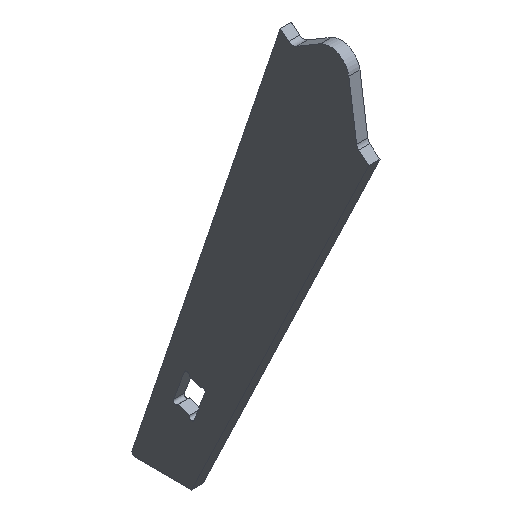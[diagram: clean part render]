
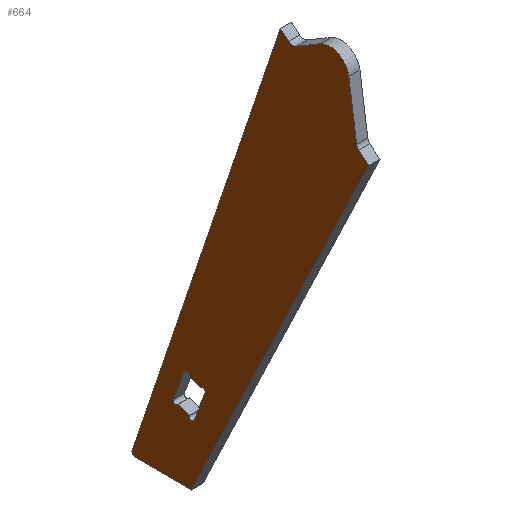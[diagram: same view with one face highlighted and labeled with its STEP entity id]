
A CAD part, isometric view. The second image highlights one B-rep face of the part: STEP entity #664.
In plain terms, the highlighted planar face has unit normal (-1, 0, 0).
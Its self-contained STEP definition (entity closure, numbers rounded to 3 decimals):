
#63=CARTESIAN_POINT('Vertex',(-9.,328.147,-622.)) ;
#77=CARTESIAN_POINT('Vertex',(-9.,42.857,-26.98)) ;
#80=CARTESIAN_POINT('Line Origine',(-9.,185.502,-324.49)) ;
#97=CARTESIAN_POINT('Line Origine',(-9.,50.952,-20.147)) ;
#101=CARTESIAN_POINT('Vertex',(-9.,59.047,-13.314)) ;
#123=CARTESIAN_POINT('Line Origine',(-9.,178.612,87.613)) ;
#127=CARTESIAN_POINT('Vertex',(-9.,185.446,93.381)) ;
#129=CARTESIAN_POINT('Vertex',(-9.,171.778,81.844)) ;
#163=CARTESIAN_POINT('Axis2P3D Location',(-9.,165.328,89.486)) ;
#167=CARTESIAN_POINT('Vertex',(-9.,160.224,80.886)) ;
#194=CARTESIAN_POINT('Line Origine',(-9.,140.904,92.352)) ;
#198=CARTESIAN_POINT('Vertex',(-9.,121.584,103.818)) ;
#231=CARTESIAN_POINT('Vertex',(-9.,75.075,81.518)) ;
#239=CARTESIAN_POINT('Axis2P3D Location',(-9.,105.765,77.161)) ;
#262=CARTESIAN_POINT('Vertex',(-9.,62.497,-7.078)) ;
#270=CARTESIAN_POINT('Line Origine',(-9.,68.786,37.22)) ;
#287=CARTESIAN_POINT('Axis2P3D Location',(-9.,52.596,-5.673)) ;
#309=CARTESIAN_POINT('Line Origine',(-9.,348.853,-486.674)) ;
#313=CARTESIAN_POINT('Vertex',(-9.,339.962,-463.041)) ;
#315=CARTESIAN_POINT('Vertex',(-9.,357.743,-510.307)) ;
#349=CARTESIAN_POINT('Axis2P3D Location',(-9.,336.125,-464.485)) ;
#353=CARTESIAN_POINT('Vertex',(-9.,332.287,-465.929)) ;
#380=CARTESIAN_POINT('Line Origine',(-9.,323.349,-469.291)) ;
#384=CARTESIAN_POINT('Vertex',(-9.,314.41,-472.654)) ;
#411=CARTESIAN_POINT('Axis2P3D Location',(-9.,310.573,-474.097)) ;
#415=CARTESIAN_POINT('Vertex',(-9.,306.736,-475.541)) ;
#453=CARTESIAN_POINT('Vertex',(-9.,324.517,-522.807)) ;
#456=CARTESIAN_POINT('Line Origine',(-9.,315.626,-499.174)) ;
#473=CARTESIAN_POINT('Axis2P3D Location',(-9.,328.354,-521.363)) ;
#477=CARTESIAN_POINT('Vertex',(-9.,332.192,-519.92)) ;
#515=CARTESIAN_POINT('Vertex',(-9.,350.068,-513.195)) ;
#518=CARTESIAN_POINT('Line Origine',(-9.,341.13,-516.557)) ;
#535=CARTESIAN_POINT('Axis2P3D Location',(-9.,353.906,-511.751)) ;
#563=CARTESIAN_POINT('Vertex',(-9.,419.46,-622.)) ;
#571=CARTESIAN_POINT('Line Origine',(-9.,373.804,-622.)) ;
#624=CARTESIAN_POINT('Axis2P3D Location',(-9.,0.,0.)) ;
#629=CARTESIAN_POINT('Axis2P3D Location',(-9.,419.46,-617.)) ;
#633=CARTESIAN_POINT('Vertex',(-9.,424.199,-615.404)) ;
#636=CARTESIAN_POINT('Line Origine',(-9.,304.822,-261.011)) ;
#81=DIRECTION('Vector Direction',(0.,-0.432,0.902)) ;
#98=DIRECTION('Vector Direction',(0.,-0.764,-0.645)) ;
#124=DIRECTION('Vector Direction',(0.,-0.764,-0.645)) ;
#164=DIRECTION('Axis2P3D Direction',(1.,0.,0.)) ;
#195=DIRECTION('Vector Direction',(0.,-0.86,0.51)) ;
#240=DIRECTION('Axis2P3D Direction',(1.,0.,0.)) ;
#271=DIRECTION('Vector Direction',(0.,0.141,0.99)) ;
#288=DIRECTION('Axis2P3D Direction',(1.,0.,0.)) ;
#310=DIRECTION('Vector Direction',(0.,0.352,-0.936)) ;
#350=DIRECTION('Axis2P3D Direction',(1.,0.,0.)) ;
#381=DIRECTION('Vector Direction',(0.,0.936,0.352)) ;
#412=DIRECTION('Axis2P3D Direction',(1.,0.,0.)) ;
#457=DIRECTION('Vector Direction',(0.,0.352,-0.936)) ;
#474=DIRECTION('Axis2P3D Direction',(1.,0.,0.)) ;
#519=DIRECTION('Vector Direction',(0.,0.936,0.352)) ;
#536=DIRECTION('Axis2P3D Direction',(1.,0.,0.)) ;
#572=DIRECTION('Vector Direction',(0.,1.,0.)) ;
#625=DIRECTION('Axis2P3D Direction',(1.,0.,0.)) ;
#626=DIRECTION('Axis2P3D XDirection',(0.,1.,0.)) ;
#630=DIRECTION('Axis2P3D Direction',(1.,0.,0.)) ;
#637=DIRECTION('Vector Direction',(0.,0.319,-0.948)) ;
#165=AXIS2_PLACEMENT_3D('Circle Axis2P3D',#163,#164,$) ;
#241=AXIS2_PLACEMENT_3D('Circle Axis2P3D',#239,#240,$) ;
#289=AXIS2_PLACEMENT_3D('Circle Axis2P3D',#287,#288,$) ;
#351=AXIS2_PLACEMENT_3D('Circle Axis2P3D',#349,#350,$) ;
#413=AXIS2_PLACEMENT_3D('Circle Axis2P3D',#411,#412,$) ;
#475=AXIS2_PLACEMENT_3D('Circle Axis2P3D',#473,#474,$) ;
#537=AXIS2_PLACEMENT_3D('Circle Axis2P3D',#535,#536,$) ;
#627=AXIS2_PLACEMENT_3D('Plane Axis2P3D',#624,#625,#626) ;
#631=AXIS2_PLACEMENT_3D('Circle Axis2P3D',#629,#630,$) ;
#642=ORIENTED_EDGE('',*,*,#635,.F.) ;
#643=ORIENTED_EDGE('',*,*,#575,.F.) ;
#644=ORIENTED_EDGE('',*,*,#84,.F.) ;
#645=ORIENTED_EDGE('',*,*,#103,.F.) ;
#646=ORIENTED_EDGE('',*,*,#291,.T.) ;
#647=ORIENTED_EDGE('',*,*,#274,.T.) ;
#648=ORIENTED_EDGE('',*,*,#243,.F.) ;
#649=ORIENTED_EDGE('',*,*,#200,.F.) ;
#650=ORIENTED_EDGE('',*,*,#169,.T.) ;
#651=ORIENTED_EDGE('',*,*,#131,.F.) ;
#652=ORIENTED_EDGE('',*,*,#640,.F.) ;
#655=ORIENTED_EDGE('',*,*,#317,.F.) ;
#656=ORIENTED_EDGE('',*,*,#355,.T.) ;
#657=ORIENTED_EDGE('',*,*,#386,.F.) ;
#658=ORIENTED_EDGE('',*,*,#417,.T.) ;
#659=ORIENTED_EDGE('',*,*,#460,.T.) ;
#660=ORIENTED_EDGE('',*,*,#479,.T.) ;
#661=ORIENTED_EDGE('',*,*,#522,.T.) ;
#662=ORIENTED_EDGE('',*,*,#539,.T.) ;
#663=FACE_BOUND('',#654,.T.) ;
#82=VECTOR('Line Direction',#81,1.) ;
#99=VECTOR('Line Direction',#98,1.) ;
#125=VECTOR('Line Direction',#124,1.) ;
#196=VECTOR('Line Direction',#195,1.) ;
#272=VECTOR('Line Direction',#271,1.) ;
#311=VECTOR('Line Direction',#310,1.) ;
#382=VECTOR('Line Direction',#381,1.) ;
#458=VECTOR('Line Direction',#457,1.) ;
#520=VECTOR('Line Direction',#519,1.) ;
#573=VECTOR('Line Direction',#572,1.) ;
#638=VECTOR('Line Direction',#637,1.) ;
#664=ADVANCED_FACE('Corps principal',(#653,#663),#628,.F.) ;
#166=CIRCLE('generated circle',#165,10.) ;
#242=CIRCLE('generated circle',#241,30.997) ;
#290=CIRCLE('generated circle',#289,10.) ;
#352=CIRCLE('generated circle',#351,4.1) ;
#414=CIRCLE('generated circle',#413,4.1) ;
#476=CIRCLE('generated circle',#475,4.1) ;
#538=CIRCLE('generated circle',#537,4.1) ;
#632=CIRCLE('generated circle',#631,5.) ;
#84=EDGE_CURVE('',#78,#64,#83,.F.) ;
#103=EDGE_CURVE('',#102,#78,#100,.T.) ;
#131=EDGE_CURVE('',#128,#130,#126,.T.) ;
#169=EDGE_CURVE('',#168,#130,#166,.T.) ;
#200=EDGE_CURVE('',#168,#199,#197,.T.) ;
#243=EDGE_CURVE('',#199,#232,#242,.T.) ;
#274=EDGE_CURVE('',#263,#232,#273,.T.) ;
#291=EDGE_CURVE('',#102,#263,#290,.T.) ;
#317=EDGE_CURVE('',#314,#316,#312,.T.) ;
#355=EDGE_CURVE('',#314,#354,#352,.T.) ;
#386=EDGE_CURVE('',#385,#354,#383,.T.) ;
#417=EDGE_CURVE('',#385,#416,#414,.T.) ;
#460=EDGE_CURVE('',#416,#454,#459,.T.) ;
#479=EDGE_CURVE('',#454,#478,#476,.T.) ;
#522=EDGE_CURVE('',#478,#516,#521,.T.) ;
#539=EDGE_CURVE('',#516,#316,#538,.T.) ;
#575=EDGE_CURVE('',#64,#564,#574,.T.) ;
#635=EDGE_CURVE('',#564,#634,#632,.T.) ;
#640=EDGE_CURVE('',#634,#128,#639,.F.) ;
#641=EDGE_LOOP('',(#642,#643,#644,#645,#646,#647,#648,#649,#650,#651,#652)) ;
#654=EDGE_LOOP('',(#655,#656,#657,#658,#659,#660,#661,#662)) ;
#653=FACE_OUTER_BOUND('',#641,.T.) ;
#83=LINE('Line',#80,#82) ;
#100=LINE('Line',#97,#99) ;
#126=LINE('Line',#123,#125) ;
#197=LINE('Line',#194,#196) ;
#273=LINE('Line',#270,#272) ;
#312=LINE('Line',#309,#311) ;
#383=LINE('Line',#380,#382) ;
#459=LINE('Line',#456,#458) ;
#521=LINE('Line',#518,#520) ;
#574=LINE('Line',#571,#573) ;
#639=LINE('Line',#636,#638) ;
#628=PLANE('Plane',#627) ;
#64=VERTEX_POINT('',#63) ;
#78=VERTEX_POINT('',#77) ;
#102=VERTEX_POINT('',#101) ;
#128=VERTEX_POINT('',#127) ;
#130=VERTEX_POINT('',#129) ;
#168=VERTEX_POINT('',#167) ;
#199=VERTEX_POINT('',#198) ;
#232=VERTEX_POINT('',#231) ;
#263=VERTEX_POINT('',#262) ;
#314=VERTEX_POINT('',#313) ;
#316=VERTEX_POINT('',#315) ;
#354=VERTEX_POINT('',#353) ;
#385=VERTEX_POINT('',#384) ;
#416=VERTEX_POINT('',#415) ;
#454=VERTEX_POINT('',#453) ;
#478=VERTEX_POINT('',#477) ;
#516=VERTEX_POINT('',#515) ;
#564=VERTEX_POINT('',#563) ;
#634=VERTEX_POINT('',#633) ;
